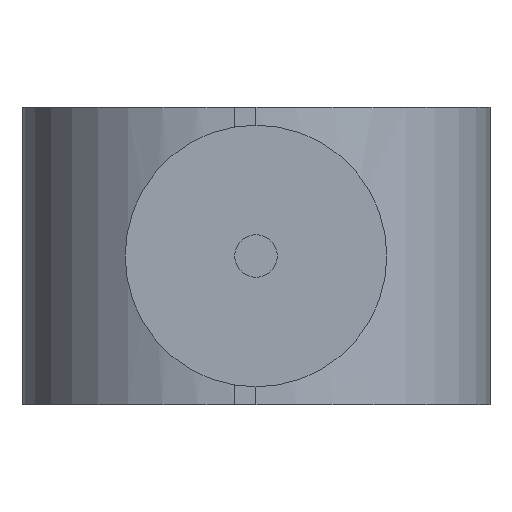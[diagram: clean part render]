
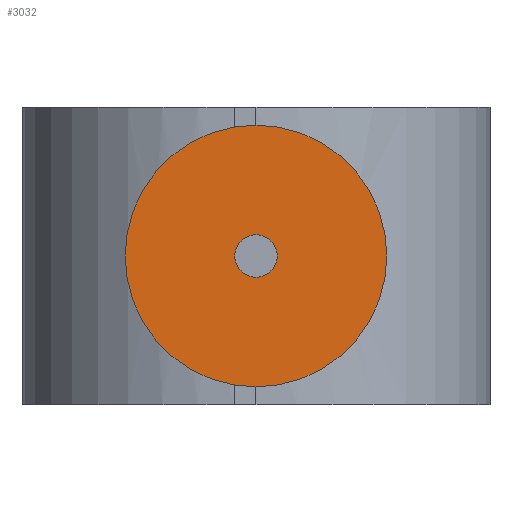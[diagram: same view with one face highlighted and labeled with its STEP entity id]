
A CAD part, left-side view. The second image highlights one B-rep face of the part: STEP entity #3032.
In plain terms, the highlighted planar face has unit normal (-1, 0, 0).
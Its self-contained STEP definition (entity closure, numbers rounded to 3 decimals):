
#821=PLANE($,#3214);
#917=FACE_BOUND($,#1119,.T.);
#918=FACE_BOUND($,#1120,.T.);
#1119=EDGE_LOOP($,(#2111));
#1120=EDGE_LOOP($,(#2112));
#1317=CIRCLE($,#3213,6.15);
#1318=CIRCLE($,#3215,1.);
#1337=VERTEX_POINT($,#3840);
#1338=VERTEX_POINT($,#3843);
#1648=EDGE_CURVE($,#1337,#1337,#1317,.T.);
#1649=EDGE_CURVE($,#1338,#1338,#1318,.T.);
#2111=ORIENTED_EDGE($,*,*,#1649,.T.);
#2112=ORIENTED_EDGE($,*,*,#1648,.F.);
#3032=ADVANCED_FACE($,(#917,#918),#821,.F.);
#3213=AXIS2_PLACEMENT_3D($,#3841,#3334,#3335);
#3214=AXIS2_PLACEMENT_3D($,#3842,#3336,#3337);
#3215=AXIS2_PLACEMENT_3D($,#3844,#3338,#3339);
#3334=DIRECTION('center_axis',(1.,0.,0.));
#3335=DIRECTION('ref_axis',(0.,0.,-1.));
#3336=DIRECTION('center_axis',(1.,0.,0.));
#3337=DIRECTION('ref_axis',(0.,0.,-1.));
#3338=DIRECTION('center_axis',(1.,0.,0.));
#3339=DIRECTION('ref_axis',(0.,0.,-1.));
#3840=CARTESIAN_POINT('',(-118.5,0.,6.15));
#3841=CARTESIAN_POINT('Origin',(-118.5,0.,0.));
#3842=CARTESIAN_POINT('Origin',(-118.5,0.,0.));
#3843=CARTESIAN_POINT('',(-118.5,0.,1.));
#3844=CARTESIAN_POINT('Origin',(-118.5,0.,0.));
